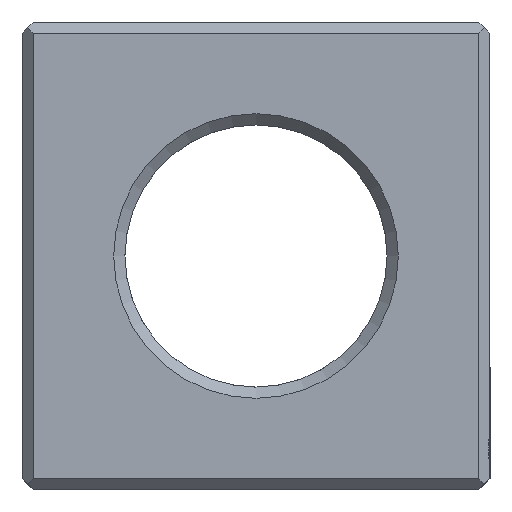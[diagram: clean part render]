
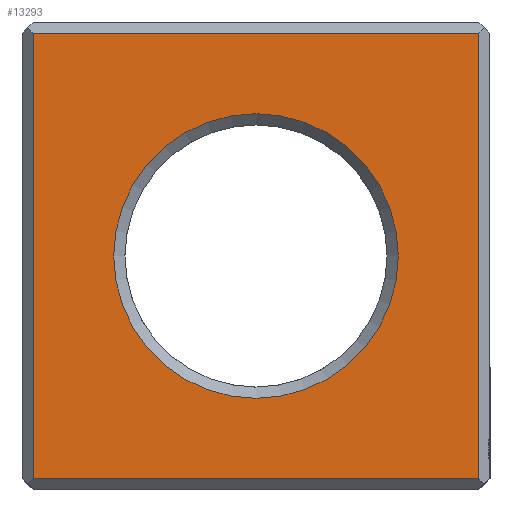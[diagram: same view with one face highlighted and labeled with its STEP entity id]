
A CAD part, left-side view. The second image highlights one B-rep face of the part: STEP entity #13293.
In plain terms, the highlighted planar face has unit normal (-1, 0, 0).
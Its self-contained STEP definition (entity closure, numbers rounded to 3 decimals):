
#72 = PLANE('',#73);
#73 = AXIS2_PLACEMENT_3D('',#74,#75,#76);
#74 = CARTESIAN_POINT('',(0.,0.,0.3));
#75 = DIRECTION('',(-0.707,0.,-0.707));
#76 = DIRECTION('',(0.707,0.,-0.707));
#712 = PLANE('',#713);
#713 = AXIS2_PLACEMENT_3D('',#714,#715,#716);
#714 = CARTESIAN_POINT('',(0.3,12.5,0.));
#715 = DIRECTION('',(0.707,-0.707,0.));
#716 = DIRECTION('',(-0.707,-0.707,0.));
#943 = PLANE('',#944);
#944 = AXIS2_PLACEMENT_3D('',#945,#946,#947);
#945 = CARTESIAN_POINT('',(0.3,0.,0.));
#946 = DIRECTION('',(-0.707,-0.707,0.));
#947 = DIRECTION('',(-0.707,0.707,0.));
#1011 = VERTEX_POINT('',#1012);
#1012 = CARTESIAN_POINT('',(0.,0.3,0.3));
#1033 = EDGE_CURVE('',#1011,#1034,#1036,.T.);
#1034 = VERTEX_POINT('',#1035);
#1035 = CARTESIAN_POINT('',(0.,12.2,0.3));
#1036 = SURFACE_CURVE('',#1037,(#1041,#1048),.PCURVE_S1.);
#1037 = LINE('',#1038,#1039);
#1038 = CARTESIAN_POINT('',(0.,0.,0.3));
#1039 = VECTOR('',#1040,1.);
#1040 = DIRECTION('',(0.,1.,0.));
#1041 = PCURVE('',#72,#1042);
#1042 = DEFINITIONAL_REPRESENTATION('',(#1043),#1047);
#1043 = LINE('',#1044,#1045);
#1044 = CARTESIAN_POINT('',(0.,-0.));
#1045 = VECTOR('',#1046,1.);
#1046 = DIRECTION('',(0.,-1.));
#1047 = ( GEOMETRIC_REPRESENTATION_CONTEXT(2) 
PARAMETRIC_REPRESENTATION_CONTEXT() REPRESENTATION_CONTEXT('2D SPACE',''
  ) );
#1048 = PCURVE('',#1049,#1054);
#1049 = PLANE('',#1050);
#1050 = AXIS2_PLACEMENT_3D('',#1051,#1052,#1053);
#1051 = CARTESIAN_POINT('',(0.,12.5,0.));
#1052 = DIRECTION('',(1.,0.,0.));
#1053 = DIRECTION('',(0.,-1.,0.));
#1054 = DEFINITIONAL_REPRESENTATION('',(#1055),#1059);
#1055 = LINE('',#1056,#1057);
#1056 = CARTESIAN_POINT('',(12.5,-0.3));
#1057 = VECTOR('',#1058,1.);
#1058 = DIRECTION('',(-1.,0.));
#1059 = ( GEOMETRIC_REPRESENTATION_CONTEXT(2) 
PARAMETRIC_REPRESENTATION_CONTEXT() REPRESENTATION_CONTEXT('2D SPACE',''
  ) );
#2556 = VERTEX_POINT('',#2557);
#2557 = CARTESIAN_POINT('',(0.,12.2,12.2));
#2571 = PLANE('',#2572);
#2572 = AXIS2_PLACEMENT_3D('',#2573,#2574,#2575);
#2573 = CARTESIAN_POINT('',(0.3,0.,12.5));
#2574 = DIRECTION('',(-0.707,0.,0.707));
#2575 = DIRECTION('',(-0.707,0.,-0.707));
#2583 = EDGE_CURVE('',#1034,#2556,#2584,.T.);
#2584 = SURFACE_CURVE('',#2585,(#2589,#2596),.PCURVE_S1.);
#2585 = LINE('',#2586,#2587);
#2586 = CARTESIAN_POINT('',(0.,12.2,0.));
#2587 = VECTOR('',#2588,1.);
#2588 = DIRECTION('',(0.,0.,1.));
#2589 = PCURVE('',#712,#2590);
#2590 = DEFINITIONAL_REPRESENTATION('',(#2591),#2595);
#2591 = LINE('',#2592,#2593);
#2592 = CARTESIAN_POINT('',(0.424,0.));
#2593 = VECTOR('',#2594,1.);
#2594 = DIRECTION('',(0.,-1.));
#2595 = ( GEOMETRIC_REPRESENTATION_CONTEXT(2) 
PARAMETRIC_REPRESENTATION_CONTEXT() REPRESENTATION_CONTEXT('2D SPACE',''
  ) );
#2596 = PCURVE('',#1049,#2597);
#2597 = DEFINITIONAL_REPRESENTATION('',(#2598),#2602);
#2598 = LINE('',#2599,#2600);
#2599 = CARTESIAN_POINT('',(0.3,0.));
#2600 = VECTOR('',#2601,1.);
#2601 = DIRECTION('',(0.,-1.));
#2602 = ( GEOMETRIC_REPRESENTATION_CONTEXT(2) 
PARAMETRIC_REPRESENTATION_CONTEXT() REPRESENTATION_CONTEXT('2D SPACE',''
  ) );
#13250 = VERTEX_POINT('',#13251);
#13251 = CARTESIAN_POINT('',(0.,0.3,12.2));
#13272 = EDGE_CURVE('',#1011,#13250,#13273,.T.);
#13273 = SURFACE_CURVE('',#13274,(#13278,#13285),.PCURVE_S1.);
#13274 = LINE('',#13275,#13276);
#13275 = CARTESIAN_POINT('',(0.,0.3,0.));
#13276 = VECTOR('',#13277,1.);
#13277 = DIRECTION('',(0.,0.,1.));
#13278 = PCURVE('',#943,#13279);
#13279 = DEFINITIONAL_REPRESENTATION('',(#13280),#13284);
#13280 = LINE('',#13281,#13282);
#13281 = CARTESIAN_POINT('',(0.424,0.));
#13282 = VECTOR('',#13283,1.);
#13283 = DIRECTION('',(0.,-1.));
#13284 = ( GEOMETRIC_REPRESENTATION_CONTEXT(2) 
PARAMETRIC_REPRESENTATION_CONTEXT() REPRESENTATION_CONTEXT('2D SPACE',''
  ) );
#13285 = PCURVE('',#1049,#13286);
#13286 = DEFINITIONAL_REPRESENTATION('',(#13287),#13291);
#13287 = LINE('',#13288,#13289);
#13288 = CARTESIAN_POINT('',(12.2,0.));
#13289 = VECTOR('',#13290,1.);
#13290 = DIRECTION('',(0.,-1.));
#13291 = ( GEOMETRIC_REPRESENTATION_CONTEXT(2) 
PARAMETRIC_REPRESENTATION_CONTEXT() REPRESENTATION_CONTEXT('2D SPACE',''
  ) );
#13293 = ADVANCED_FACE('',(#13294,#13320),#1049,.F.);
#13294 = FACE_BOUND('',#13295,.F.);
#13295 = EDGE_LOOP('',(#13296,#13297,#13298,#13299));
#13296 = ORIENTED_EDGE('',*,*,#13272,.F.);
#13297 = ORIENTED_EDGE('',*,*,#1033,.T.);
#13298 = ORIENTED_EDGE('',*,*,#2583,.T.);
#13299 = ORIENTED_EDGE('',*,*,#13300,.F.);
#13300 = EDGE_CURVE('',#13250,#2556,#13301,.T.);
#13301 = SURFACE_CURVE('',#13302,(#13306,#13313),.PCURVE_S1.);
#13302 = LINE('',#13303,#13304);
#13303 = CARTESIAN_POINT('',(0.,0.,12.2));
#13304 = VECTOR('',#13305,1.);
#13305 = DIRECTION('',(0.,1.,0.));
#13306 = PCURVE('',#1049,#13307);
#13307 = DEFINITIONAL_REPRESENTATION('',(#13308),#13312);
#13308 = LINE('',#13309,#13310);
#13309 = CARTESIAN_POINT('',(12.5,-12.2));
#13310 = VECTOR('',#13311,1.);
#13311 = DIRECTION('',(-1.,0.));
#13312 = ( GEOMETRIC_REPRESENTATION_CONTEXT(2) 
PARAMETRIC_REPRESENTATION_CONTEXT() REPRESENTATION_CONTEXT('2D SPACE',''
  ) );
#13313 = PCURVE('',#2571,#13314);
#13314 = DEFINITIONAL_REPRESENTATION('',(#13315),#13319);
#13315 = LINE('',#13316,#13317);
#13316 = CARTESIAN_POINT('',(0.424,0.));
#13317 = VECTOR('',#13318,1.);
#13318 = DIRECTION('',(0.,-1.));
#13319 = ( GEOMETRIC_REPRESENTATION_CONTEXT(2) 
PARAMETRIC_REPRESENTATION_CONTEXT() REPRESENTATION_CONTEXT('2D SPACE',''
  ) );
#13320 = FACE_BOUND('',#13321,.F.);
#13321 = EDGE_LOOP('',(#13322));
#13322 = ORIENTED_EDGE('',*,*,#13323,.T.);
#13323 = EDGE_CURVE('',#13324,#13324,#13326,.T.);
#13324 = VERTEX_POINT('',#13325);
#13325 = CARTESIAN_POINT('',(0.,2.45,6.25));
#13326 = SURFACE_CURVE('',#13327,(#13332,#13343),.PCURVE_S1.);
#13327 = CIRCLE('',#13328,3.8);
#13328 = AXIS2_PLACEMENT_3D('',#13329,#13330,#13331);
#13329 = CARTESIAN_POINT('',(0.,6.25,6.25));
#13330 = DIRECTION('',(-1.,0.,0.));
#13331 = DIRECTION('',(0.,-1.,0.));
#13332 = PCURVE('',#1049,#13333);
#13333 = DEFINITIONAL_REPRESENTATION('',(#13334),#13342);
#13334 = ( BOUNDED_CURVE() B_SPLINE_CURVE(2,(#13335,#13336,#13337,#13338
    ,#13339,#13340,#13341),.UNSPECIFIED.,.T.,.F.) 
B_SPLINE_CURVE_WITH_KNOTS((1,2,2,2,2,1),(-2.094,0.,
    2.094,4.189,6.283,8.378),
.UNSPECIFIED.) CURVE() GEOMETRIC_REPRESENTATION_ITEM() 
RATIONAL_B_SPLINE_CURVE((1.,0.5,1.,0.5,1.,0.5,1.)) REPRESENTATION_ITEM(
  '') );
#13335 = CARTESIAN_POINT('',(10.05,-6.25));
#13336 = CARTESIAN_POINT('',(10.05,-12.832));
#13337 = CARTESIAN_POINT('',(4.35,-9.541));
#13338 = CARTESIAN_POINT('',(-1.35,-6.25));
#13339 = CARTESIAN_POINT('',(4.35,-2.959));
#13340 = CARTESIAN_POINT('',(10.05,0.332));
#13341 = CARTESIAN_POINT('',(10.05,-6.25));
#13342 = ( GEOMETRIC_REPRESENTATION_CONTEXT(2) 
PARAMETRIC_REPRESENTATION_CONTEXT() REPRESENTATION_CONTEXT('2D SPACE',''
  ) );
#13343 = PCURVE('',#13344,#13349);
#13344 = CONICAL_SURFACE('',#13345,3.5,0.785);
#13345 = AXIS2_PLACEMENT_3D('',#13346,#13347,#13348);
#13346 = CARTESIAN_POINT('',(0.3,6.25,6.25));
#13347 = DIRECTION('',(-1.,-0.,-0.));
#13348 = DIRECTION('',(0.,-1.,0.));
#13349 = DEFINITIONAL_REPRESENTATION('',(#13350),#13354);
#13350 = LINE('',#13351,#13352);
#13351 = CARTESIAN_POINT('',(-0.,0.3));
#13352 = VECTOR('',#13353,1.);
#13353 = DIRECTION('',(1.,-0.));
#13354 = ( GEOMETRIC_REPRESENTATION_CONTEXT(2) 
PARAMETRIC_REPRESENTATION_CONTEXT() REPRESENTATION_CONTEXT('2D SPACE',''
  ) );
